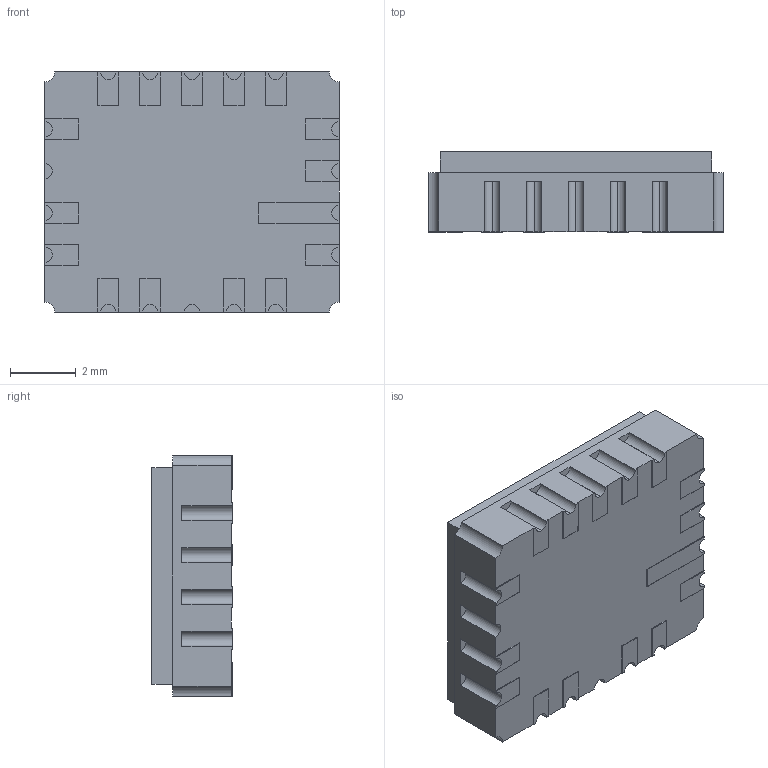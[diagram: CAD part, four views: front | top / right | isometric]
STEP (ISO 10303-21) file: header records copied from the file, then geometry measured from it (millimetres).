
FILE_DESCRIPTION (( 'STEP AP203' ), '1' );
FILE_NAME ('D100722G Rev A.STEP', '2021-11-09T19:41:51', ( '' ), ( '' ), 'SwSTEP 2.0', 'SolidWorks 2018', '' );
FILE_SCHEMA (( 'CONFIG_CONTROL_DESIGN' ));
Length unit declared in the file: inch
Products named in the file (1): D100722G Rev A
Bounding box: 8.94 x 2.44 x 7.29 mm (x, y, z)
Volume: 147.7 mm3; surface area: 214.6 mm2
Topology: 1 solids, 1 shells, 183 faces, 513 edges, 342 vertices
Faces by surface type: plane 147, cylinder 36
Entity records: 5918 total; most frequent: CARTESIAN_POINT 1039, ORIENTED_EDGE 1026, DIRECTION 953, EDGE_CURVE 513, VECTOR 441, LINE 441, VERTEX_POINT 342, AXIS2_PLACEMENT_3D 256
